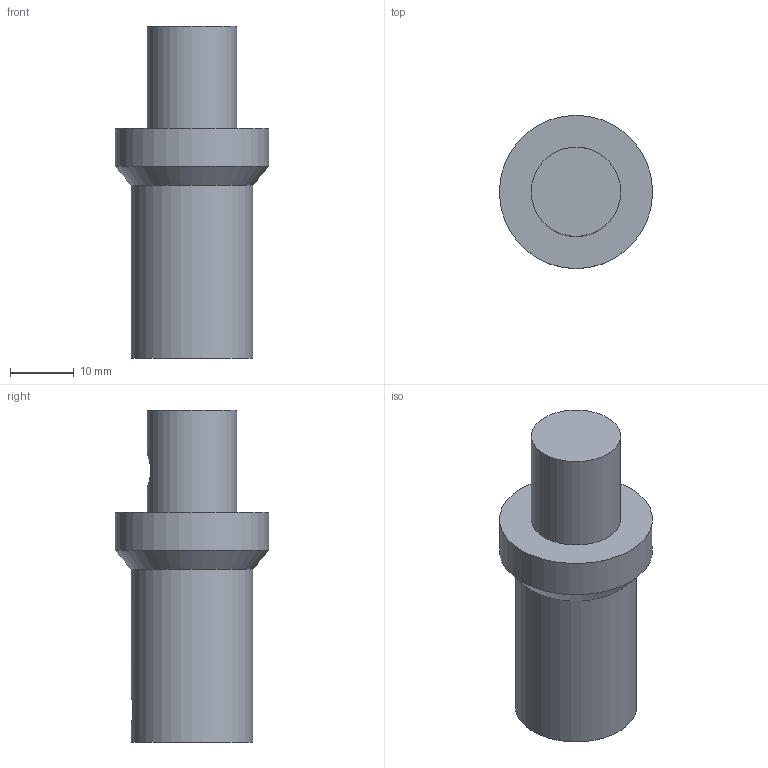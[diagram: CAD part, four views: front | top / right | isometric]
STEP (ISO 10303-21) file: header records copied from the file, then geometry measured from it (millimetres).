
FILE_DESCRIPTION((''),'1');
FILE_NAME('CKB21-36.stp','2022-09-21T04:59:22',(''),(''),'Spatial Interop R21 SP3','Kubotek KeyCreator 2011 V10.0.2 (22737)',' ');
FILE_SCHEMA(('automotive_design'));
Length unit declared in the file: millimetre
Products named in the file (1): 240[2]
Bounding box: 24 x 24 x 52 mm (x, y, z)
Volume: 12549.6 mm3; surface area: 4282.1 mm2
Topology: 1 solids, 1 shells, 13 faces, 24 edges, 16 vertices
Faces by surface type: cylinder 6, plane 6, cone 1
Full cylindrical faces by diameter (mm): 4.2 x1, 5.2 x1, 11 x1, 14 x1, 19 x1, 24 x1
Entity records: 713 total; most frequent: CARTESIAN_POINT 239, DIRECTION 48, PRESENTATION_STYLE_ASSIGNMENT 42, COLOUR_RGB 42, STYLED_ITEM 28, CURVE_STYLE 28, DRAUGHTING_PRE_DEFINED_CURVE_FONT 28, ORIENTED_EDGE 28
